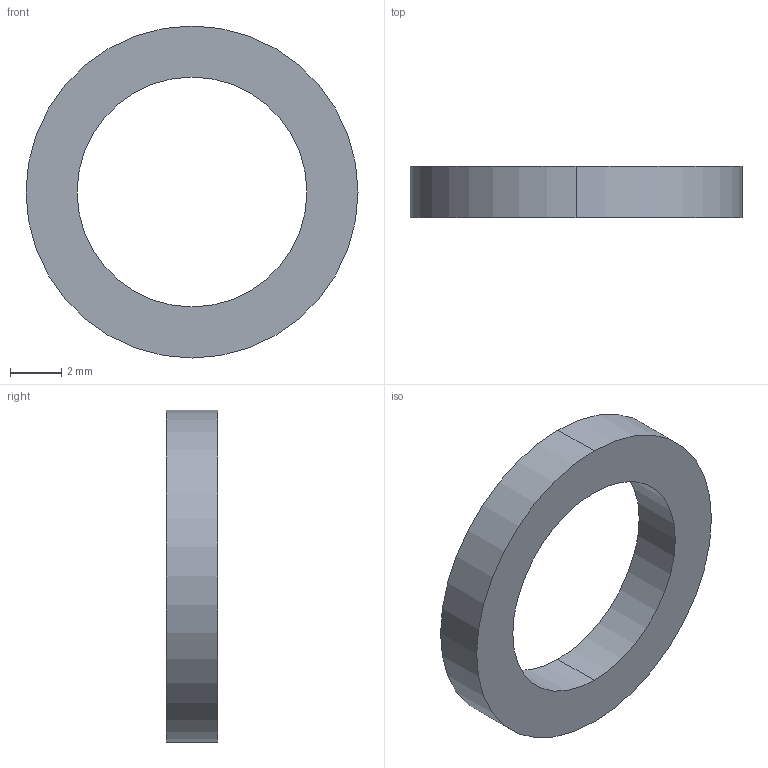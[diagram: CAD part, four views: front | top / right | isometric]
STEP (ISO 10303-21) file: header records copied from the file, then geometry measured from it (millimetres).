
FILE_DESCRIPTION (( 'STEP AP214' ), '1' );
FILE_NAME ('4_Tuerca.STEP', '2020-08-07T19:55:46', ( '' ), ( '' ), 'SwSTEP 2.0', 'SolidWorks 2020', '' );
FILE_SCHEMA (( 'AUTOMOTIVE_DESIGN' ));
Length unit declared in the file: millimetre
Products named in the file (1): 4_Tuerca
Bounding box: 13 x 2 x 13 mm (x, y, z)
Volume: 136 mm3; surface area: 284.9 mm2
Topology: 1 solids, 1 shells, 14 faces, 32 edges, 18 vertices
Faces by surface type: cylinder 8, cone 4, plane 2
Entity records: 454 total; most frequent: DIRECTION 74, CARTESIAN_POINT 61, ORIENTED_EDGE 56, AXIS2_PLACEMENT_3D 31, EDGE_CURVE 28, VERTEX_POINT 18, EDGE_LOOP 18, CIRCLE 16
